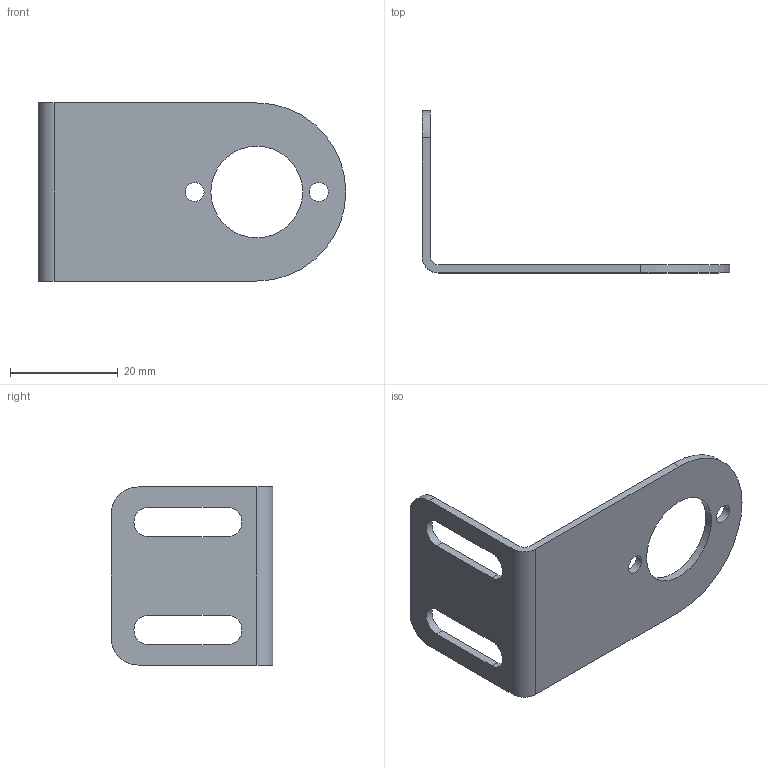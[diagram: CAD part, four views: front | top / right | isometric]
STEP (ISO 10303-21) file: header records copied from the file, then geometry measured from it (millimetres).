
FILE_DESCRIPTION(/* description */ ('STEP AP214'),/* implementation_level */ '2;1');
FILE_NAME(/* name */ '553144_VAF-DB-HR-1_8-1_4',/* time_stamp */ '2024-09-13T10:52:14+02:00',/* author */ ('License CC BY-ND 4.0'),/* organization */ ('CADENAS'),/* preprocessor_version */ 'ST-DEVELOPER v19.3',/* originating_system */ 'PARTsolutions',/* authorisation */ ' ');
FILE_SCHEMA (('AUTOMOTIVE_DESIGN {1 0 10303 214 3 1 1}'));
Length unit declared in the file: millimetre
Products named in the file (1): 553144 VAF-DB-HR-1/8-1/4
Bounding box: 57 x 30 x 33 mm (x, y, z)
Volume: 3313.2 mm3; surface area: 4994.5 mm2
Topology: 1 solids, 1 shells, 23 faces, 65 edges, 44 vertices
Faces by surface type: cylinder 12, plane 11
Full cylindrical faces by diameter (mm): 3.5 x2, 17 x1
Entity records: 776 total; most frequent: DIRECTION 132, CARTESIAN_POINT 126, ORIENTED_EDGE 120, EDGE_CURVE 60, AXIS2_PLACEMENT_3D 48, VERTEX_POINT 42, LINE 36, VECTOR 36
